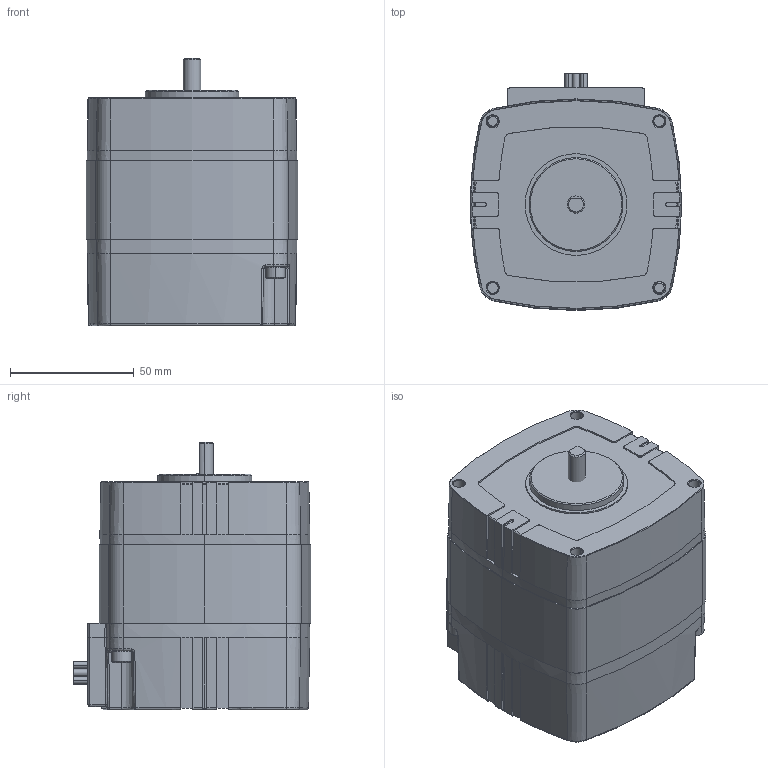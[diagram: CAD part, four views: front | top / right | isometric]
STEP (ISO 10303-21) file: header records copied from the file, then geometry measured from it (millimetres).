
FILE_DESCRIPTION (( 'STEP AP203' ), '1' );
FILE_NAME ('INFM0347.STEP', '2015-10-08T19:05:39', ( 'admin' ), ( '' ), 'SwSTEP 2.0', 'SolidWorks 2014', '' );
FILE_SCHEMA (( 'CONFIG_CONTROL_DESIGN' ));
Length unit declared in the file: inch
Products named in the file (1): INFM0347
Bounding box: 85.5 x 95.87 x 108.2 mm (x, y, z)
Volume: 618254.8 mm3; surface area: 78651.9 mm2
Topology: 12 solids, 12 shells, 504 faces, 1217 edges, 745 vertices
Faces by surface type: cone 142, plane 142, cylinder 118, torus 62, bspline 34, sphere 6
Entity records: 16396 total; most frequent: CARTESIAN_POINT 4767, DIRECTION 2477, ORIENTED_EDGE 2422, EDGE_CURVE 1211, AXIS2_PLACEMENT_3D 1029, VERTEX_POINT 745, CIRCLE 558, EDGE_LOOP 528
